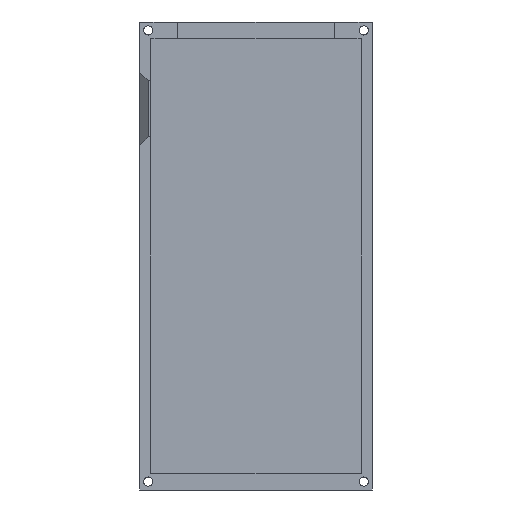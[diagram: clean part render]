
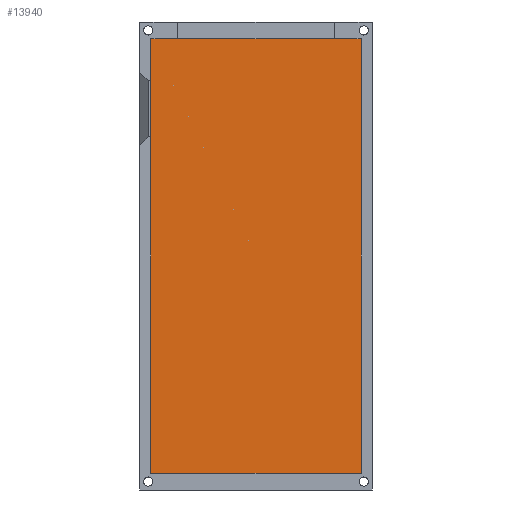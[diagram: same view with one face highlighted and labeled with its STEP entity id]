
A CAD part, front view. The second image highlights one B-rep face of the part: STEP entity #13940.
In plain terms, the highlighted planar face has unit normal (0, -1, 0).
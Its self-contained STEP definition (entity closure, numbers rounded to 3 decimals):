
#1962=FACE_OUTER_BOUND('',#2771,.T.);
#2771=EDGE_LOOP('',(#12808,#12809,#12810,#12811));
#4029=LINE('',#26834,#5312);
#4032=LINE('',#26839,#5315);
#4036=LINE('',#26848,#5319);
#4043=LINE('',#26859,#5326);
#5312=VECTOR('',#16355,10.);
#5315=VECTOR('',#16360,10.);
#5319=VECTOR('',#16368,10.);
#5326=VECTOR('',#16377,10.);
#6687=VERTEX_POINT('',#26831);
#6688=VERTEX_POINT('',#26833);
#6689=VERTEX_POINT('',#26837);
#6692=VERTEX_POINT('',#26847);
#8715=EDGE_CURVE('',#6688,#6687,#4029,.T.);
#8718=EDGE_CURVE('',#6687,#6689,#4032,.T.);
#8722=EDGE_CURVE('',#6692,#6688,#4036,.T.);
#8729=EDGE_CURVE('',#6689,#6692,#4043,.T.);
#12808=ORIENTED_EDGE('',*,*,#8729,.T.);
#12809=ORIENTED_EDGE('',*,*,#8722,.T.);
#12810=ORIENTED_EDGE('',*,*,#8715,.T.);
#12811=ORIENTED_EDGE('',*,*,#8718,.T.);
#13195=PLANE('',#14345);
#13940=ADVANCED_FACE('',(#1962),#13195,.F.);
#14345=AXIS2_PLACEMENT_3D('',#26883,#16406,#16407);
#16355=DIRECTION('',(1.,0.,0.));
#16360=DIRECTION('',(0.,0.,1.));
#16368=DIRECTION('',(0.,0.,-1.));
#16377=DIRECTION('',(-1.,0.,0.));
#16406=DIRECTION('center_axis',(0.,1.,0.));
#16407=DIRECTION('ref_axis',(-1.,0.,0.));
#26831=CARTESIAN_POINT('',(-4.,134.,-36.));
#26833=CARTESIAN_POINT('',(-79.,134.,-36.));
#26834=CARTESIAN_POINT('',(-4.,134.,-36.));
#26837=CARTESIAN_POINT('',(-4.,134.,119.));
#26839=CARTESIAN_POINT('',(-4.,134.,119.));
#26847=CARTESIAN_POINT('',(-79.,134.,119.));
#26848=CARTESIAN_POINT('',(-79.,134.,-36.));
#26859=CARTESIAN_POINT('',(-79.,134.,119.));
#26883=CARTESIAN_POINT('Origin',(-41.5,134.,41.5));
